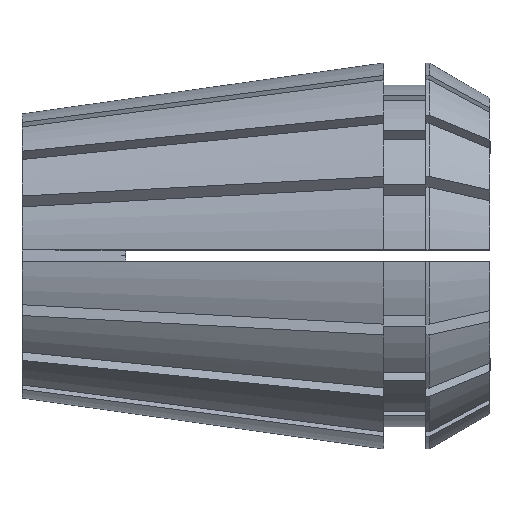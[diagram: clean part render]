
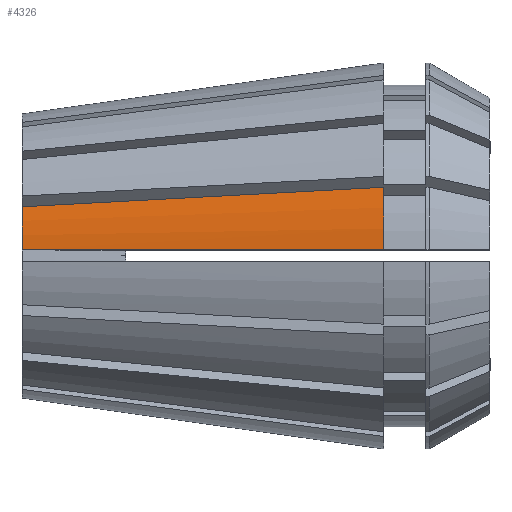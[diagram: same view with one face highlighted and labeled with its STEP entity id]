
A CAD part, top view. The second image highlights one B-rep face of the part: STEP entity #4326.
In plain terms, the highlighted conical face has half-angle 8 degrees and reference radius 16.5 mm.
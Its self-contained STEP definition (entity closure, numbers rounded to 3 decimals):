
#12 = CARTESIAN_POINT ( 'NONE',  ( 24.391, 5.499, 14.583 ) ) ;
#406 = CARTESIAN_POINT ( 'NONE',  ( 30.9, 5.85, 15.429 ) ) ;
#499 = ORIENTED_EDGE ( 'NONE', *, *, #2677, .F. ) ;
#521 = CARTESIAN_POINT ( 'NONE',  ( 11.301, 0.5, 13.737 ) ) ;
#605 = B_SPLINE_CURVE_WITH_KNOTS ( 'NONE', 3,
 ( #1953, #1513, #5108, #4657, #1970, #521, #3690, #980, #4575, #5026 ),
 .UNSPECIFIED., .F., .F.,
 ( 4, 3, 3, 4 ),
 ( 0.062, 0.067, 0.09, 0.094 ),
 .UNSPECIFIED. ) ;
#827 = AXIS2_PLACEMENT_3D ( 'NONE', #1828, #2309, #1878 ) ;
#888 = CARTESIAN_POINT ( 'NONE',  ( 14.091, 4.945, 13.245 ) ) ;
#950 = B_SPLINE_CURVE_WITH_KNOTS ( 'NONE', 3,
 ( #1756, #2744, #888, #3119, #12, #1361, #406 ),
 .UNSPECIFIED., .F., .F.,
 ( 4, 3, 4 ),
 ( 0., 0.021, 0.031 ),
 .UNSPECIFIED. ) ;
#980 = CARTESIAN_POINT ( 'NONE',  ( 2.623, 0.5, 12.516 ) ) ;
#1159 = AXIS2_PLACEMENT_3D ( 'NONE', #1246, #4381, #2109 ) ;
#1246 = CARTESIAN_POINT ( 'NONE',  ( 30.9, 0., 0. ) ) ;
#1342 = EDGE_CURVE ( 'NONE', #2589, #5545, #1559, .T. ) ;
#1361 = CARTESIAN_POINT ( 'NONE',  ( 27.645, 5.674, 15.006 ) ) ;
#1513 = CARTESIAN_POINT ( 'NONE',  ( 29.278, 0.5, 16.265 ) ) ;
#1559 = CIRCLE ( 'NONE', #5630, 12.158 ) ;
#1756 = CARTESIAN_POINT ( 'NONE',  ( 0., 4.187, 11.414 ) ) ;
#1817 = EDGE_CURVE ( 'NONE', #4069, #2589, #605, .T. ) ;
#1828 = CARTESIAN_POINT ( 'NONE',  ( 30.9, 0., 0. ) ) ;
#1878 = DIRECTION ( 'NONE',  ( 0., 0., 1. ) ) ;
#1931 = ORIENTED_EDGE ( 'NONE', *, *, #5129, .T. ) ;
#1953 = CARTESIAN_POINT ( 'NONE',  ( 30.9, 0.5, 16.493 ) ) ;
#1970 = CARTESIAN_POINT ( 'NONE',  ( 18.667, 0.5, 14.773 ) ) ;
#2109 = DIRECTION ( 'NONE',  ( 0., 0., -1. ) ) ;
#2309 = DIRECTION ( 'NONE',  ( -1., 0., 0. ) ) ;
#2415 = EDGE_LOOP ( 'NONE', ( #499, #3742, #5766, #1931 ) ) ;
#2428 = DIRECTION ( 'NONE',  ( -1., 0., 0. ) ) ;
#2465 = CARTESIAN_POINT ( 'NONE',  ( 30.9, 0.5, 16.493 ) ) ;
#2589 = VERTEX_POINT ( 'NONE', #3024 ) ;
#2677 = EDGE_CURVE ( 'NONE', #5545, #4229, #950, .T. ) ;
#2725 = CIRCLE ( 'NONE', #827, 16.5 ) ;
#2744 = CARTESIAN_POINT ( 'NONE',  ( 7.045, 4.566, 12.33 ) ) ;
#2933 = FACE_OUTER_BOUND ( 'NONE', #2415, .T. ) ;
#3024 = CARTESIAN_POINT ( 'NONE',  ( 0., 0.5, 12.147 ) ) ;
#3119 = CARTESIAN_POINT ( 'NONE',  ( 21.136, 5.324, 14.16 ) ) ;
#3530 = CARTESIAN_POINT ( 'NONE',  ( 0., 4.187, 11.414 ) ) ;
#3646 = CONICAL_SURFACE ( 'NONE', #1159, 16.5, 0.14 ) ;
#3690 = CARTESIAN_POINT ( 'NONE',  ( 3.935, 0.5, 12.701 ) ) ;
#3742 = ORIENTED_EDGE ( 'NONE', *, *, #1342, .F. ) ;
#3753 = DIRECTION ( 'NONE',  ( 0., 0., 1. ) ) ;
#4069 = VERTEX_POINT ( 'NONE', #2465 ) ;
#4229 = VERTEX_POINT ( 'NONE', #5560 ) ;
#4271 = CARTESIAN_POINT ( 'NONE',  ( 0., 0., 0. ) ) ;
#4326 = ADVANCED_FACE ( 'NONE', ( #2933 ), #3646, .T. ) ;
#4381 = DIRECTION ( 'NONE',  ( 1., 0., 0. ) ) ;
#4575 = CARTESIAN_POINT ( 'NONE',  ( 1.312, 0.5, 12.332 ) ) ;
#4657 = CARTESIAN_POINT ( 'NONE',  ( 26.033, 0.5, 15.808 ) ) ;
#5026 = CARTESIAN_POINT ( 'NONE',  ( 0., 0.5, 12.147 ) ) ;
#5108 = CARTESIAN_POINT ( 'NONE',  ( 27.655, 0.5, 16.037 ) ) ;
#5129 = EDGE_CURVE ( 'NONE', #4069, #4229, #2725, .T. ) ;
#5545 = VERTEX_POINT ( 'NONE', #3530 ) ;
#5560 = CARTESIAN_POINT ( 'NONE',  ( 30.9, 5.85, 15.429 ) ) ;
#5630 = AXIS2_PLACEMENT_3D ( 'NONE', #4271, #2428, #3753 ) ;
#5766 = ORIENTED_EDGE ( 'NONE', *, *, #1817, .F. ) ;
